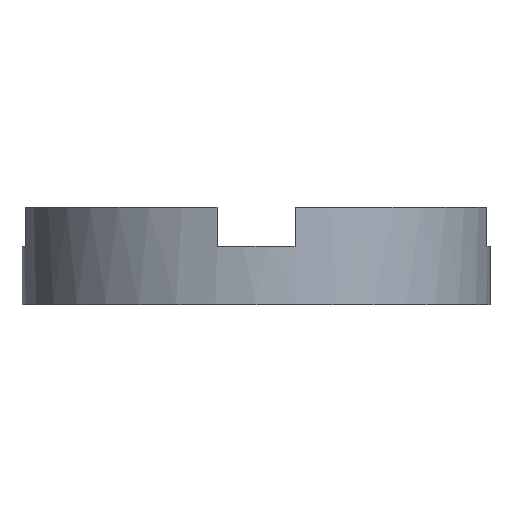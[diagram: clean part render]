
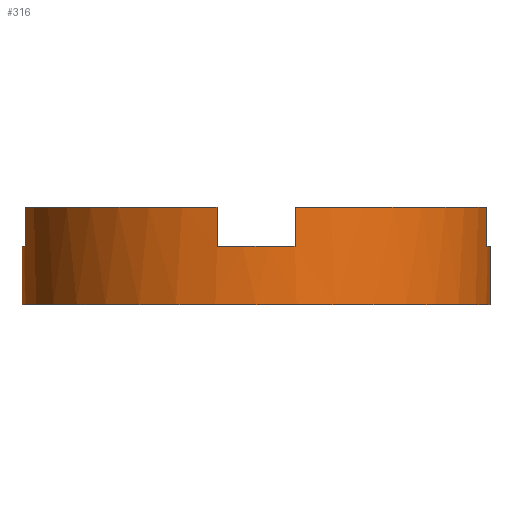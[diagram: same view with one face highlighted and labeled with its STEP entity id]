
A CAD part, front view. The second image highlights one B-rep face of the part: STEP entity #316.
In plain terms, the highlighted cylindrical face has radius 6 mm (diameter 12 mm), a partial arc.
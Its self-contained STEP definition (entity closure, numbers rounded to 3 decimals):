
#2 = LINE ( 'NONE', #461, #542 ) ;
#19 = CARTESIAN_POINT ( 'NONE',  ( -5.916, -1., 2.5 ) ) ;
#23 = ORIENTED_EDGE ( 'NONE', *, *, #400, .T. ) ;
#37 = ORIENTED_EDGE ( 'NONE', *, *, #680, .T. ) ;
#40 = CARTESIAN_POINT ( 'NONE',  ( 1., -5.916, 2.5 ) ) ;
#52 = EDGE_CURVE ( 'NONE', #412, #89, #224, .T. ) ;
#61 = VECTOR ( 'NONE', #212, 1000. ) ;
#68 = AXIS2_PLACEMENT_3D ( 'NONE', #541, #199, #619 ) ;
#70 = CIRCLE ( 'NONE', #244, 6. ) ;
#84 = VECTOR ( 'NONE', #294, 1000. ) ;
#89 = VERTEX_POINT ( 'NONE', #599 ) ;
#94 = CIRCLE ( 'NONE', #482, 6. ) ;
#100 = LINE ( 'NONE', #718, #84 ) ;
#106 = VERTEX_POINT ( 'NONE', #151 ) ;
#113 = ORIENTED_EDGE ( 'NONE', *, *, #429, .F. ) ;
#132 = DIRECTION ( 'NONE',  ( 0., 0., -1. ) ) ;
#139 = ORIENTED_EDGE ( 'NONE', *, *, #690, .F. ) ;
#151 = CARTESIAN_POINT ( 'NONE',  ( 5.916, -1., 1.5 ) ) ;
#155 = CARTESIAN_POINT ( 'NONE',  ( 0., 0., 1.5 ) ) ;
#158 = CARTESIAN_POINT ( 'NONE',  ( 5.916, -1., 1.5 ) ) ;
#170 = CARTESIAN_POINT ( 'NONE',  ( 0., 0., 2.5 ) ) ;
#183 = CARTESIAN_POINT ( 'NONE',  ( 0., 0., 2.5 ) ) ;
#199 = DIRECTION ( 'NONE',  ( 0., 0., 1. ) ) ;
#206 = EDGE_CURVE ( 'NONE', #651, #282, #770, .T. ) ;
#212 = DIRECTION ( 'NONE',  ( 0., 0., 1. ) ) ;
#224 = LINE ( 'NONE', #384, #246 ) ;
#244 = AXIS2_PLACEMENT_3D ( 'NONE', #339, #595, #277 ) ;
#246 = VECTOR ( 'NONE', #132, 1000. ) ;
#259 = FACE_OUTER_BOUND ( 'NONE', #555, .T. ) ;
#277 = DIRECTION ( 'NONE',  ( 1., 0., 0. ) ) ;
#279 = ORIENTED_EDGE ( 'NONE', *, *, #745, .F. ) ;
#282 = VERTEX_POINT ( 'NONE', #573 ) ;
#286 = DIRECTION ( 'NONE',  ( 0., 0., -1. ) ) ;
#292 = ORIENTED_EDGE ( 'NONE', *, *, #576, .F. ) ;
#294 = DIRECTION ( 'NONE',  ( 0., 0., 1. ) ) ;
#316 = ADVANCED_FACE ( 'NONE', ( #259 ), #749, .T. ) ;
#320 = DIRECTION ( 'NONE',  ( 0., 0., 1. ) ) ;
#337 = LINE ( 'NONE', #158, #358 ) ;
#339 = CARTESIAN_POINT ( 'NONE',  ( 0., 0., 1.5 ) ) ;
#348 = ORIENTED_EDGE ( 'NONE', *, *, #723, .F. ) ;
#353 = CIRCLE ( 'NONE', #68, 6. ) ;
#358 = VECTOR ( 'NONE', #517, 1000. ) ;
#359 = ORIENTED_EDGE ( 'NONE', *, *, #781, .T. ) ;
#362 = LINE ( 'NONE', #773, #642 ) ;
#370 = CIRCLE ( 'NONE', #561, 6. ) ;
#371 = VERTEX_POINT ( 'NONE', #676 ) ;
#372 = DIRECTION ( 'NONE',  ( 0., 0., 1. ) ) ;
#384 = CARTESIAN_POINT ( 'NONE',  ( 6., 0., 2.5 ) ) ;
#389 = CARTESIAN_POINT ( 'NONE',  ( 0., 0., 2.5 ) ) ;
#392 = DIRECTION ( 'NONE',  ( 1., 0., 0. ) ) ;
#394 = ORIENTED_EDGE ( 'NONE', *, *, #206, .F. ) ;
#399 = AXIS2_PLACEMENT_3D ( 'NONE', #389, #427, #717 ) ;
#400 = EDGE_CURVE ( 'NONE', #651, #556, #2, .T. ) ;
#412 = VERTEX_POINT ( 'NONE', #710 ) ;
#427 = DIRECTION ( 'NONE',  ( 0., 0., 1. ) ) ;
#429 = EDGE_CURVE ( 'NONE', #371, #546, #70, .T. ) ;
#433 = AXIS2_PLACEMENT_3D ( 'NONE', #756, #372, #465 ) ;
#441 = CARTESIAN_POINT ( 'NONE',  ( -6., 0., 0. ) ) ;
#459 = CARTESIAN_POINT ( 'NONE',  ( -6., 0., 1.5 ) ) ;
#461 = CARTESIAN_POINT ( 'NONE',  ( -6., 0., 2.5 ) ) ;
#464 = EDGE_CURVE ( 'NONE', #106, #412, #370, .T. ) ;
#465 = DIRECTION ( 'NONE',  ( 1., 0., 0. ) ) ;
#476 = VERTEX_POINT ( 'NONE', #40 ) ;
#482 = AXIS2_PLACEMENT_3D ( 'NONE', #170, #667, #570 ) ;
#484 = DIRECTION ( 'NONE',  ( -1., 0., 0. ) ) ;
#487 = CARTESIAN_POINT ( 'NONE',  ( 1., -5.916, 1.5 ) ) ;
#517 = DIRECTION ( 'NONE',  ( 0., 0., 1. ) ) ;
#529 = CARTESIAN_POINT ( 'NONE',  ( 5.916, -1., 2.5 ) ) ;
#541 = CARTESIAN_POINT ( 'NONE',  ( 0., 0., 0. ) ) ;
#542 = VECTOR ( 'NONE', #286, 1000. ) ;
#543 = VERTEX_POINT ( 'NONE', #19 ) ;
#546 = VERTEX_POINT ( 'NONE', #487 ) ;
#555 = EDGE_LOOP ( 'NONE', ( #558, #656, #649, #139, #348, #113, #359, #292, #279, #394, #23, #37 ) ) ;
#556 = VERTEX_POINT ( 'NONE', #441 ) ;
#558 = ORIENTED_EDGE ( 'NONE', *, *, #52, .F. ) ;
#560 = VERTEX_POINT ( 'NONE', #733 ) ;
#561 = AXIS2_PLACEMENT_3D ( 'NONE', #155, #320, #392 ) ;
#570 = DIRECTION ( 'NONE',  ( 1., 0., 0. ) ) ;
#573 = CARTESIAN_POINT ( 'NONE',  ( -5.916, -1., 1.5 ) ) ;
#576 = EDGE_CURVE ( 'NONE', #543, #560, #94, .T. ) ;
#592 = EDGE_CURVE ( 'NONE', #106, #664, #337, .T. ) ;
#595 = DIRECTION ( 'NONE',  ( 0., 0., 1. ) ) ;
#598 = CIRCLE ( 'NONE', #399, 6. ) ;
#599 = CARTESIAN_POINT ( 'NONE',  ( 6., 0., 0. ) ) ;
#604 = LINE ( 'NONE', #713, #61 ) ;
#619 = DIRECTION ( 'NONE',  ( 1., 0., 0. ) ) ;
#642 = VECTOR ( 'NONE', #748, 1000. ) ;
#649 = ORIENTED_EDGE ( 'NONE', *, *, #592, .T. ) ;
#651 = VERTEX_POINT ( 'NONE', #459 ) ;
#656 = ORIENTED_EDGE ( 'NONE', *, *, #464, .F. ) ;
#664 = VERTEX_POINT ( 'NONE', #529 ) ;
#667 = DIRECTION ( 'NONE',  ( 0., 0., 1. ) ) ;
#676 = CARTESIAN_POINT ( 'NONE',  ( -1., -5.916, 1.5 ) ) ;
#680 = EDGE_CURVE ( 'NONE', #556, #89, #353, .T. ) ;
#690 = EDGE_CURVE ( 'NONE', #476, #664, #598, .T. ) ;
#710 = CARTESIAN_POINT ( 'NONE',  ( 6., 0., 1.5 ) ) ;
#713 = CARTESIAN_POINT ( 'NONE',  ( -5.916, -1., 1.5 ) ) ;
#715 = AXIS2_PLACEMENT_3D ( 'NONE', #183, #731, #484 ) ;
#717 = DIRECTION ( 'NONE',  ( 1., 0., 0. ) ) ;
#718 = CARTESIAN_POINT ( 'NONE',  ( 1., -5.916, 1.5 ) ) ;
#723 = EDGE_CURVE ( 'NONE', #546, #476, #100, .T. ) ;
#731 = DIRECTION ( 'NONE',  ( 0., 0., -1. ) ) ;
#733 = CARTESIAN_POINT ( 'NONE',  ( -1., -5.916, 2.5 ) ) ;
#745 = EDGE_CURVE ( 'NONE', #282, #543, #604, .T. ) ;
#748 = DIRECTION ( 'NONE',  ( 0., 0., 1. ) ) ;
#749 = CYLINDRICAL_SURFACE ( 'NONE', #715, 6. ) ;
#756 = CARTESIAN_POINT ( 'NONE',  ( 0., 0., 1.5 ) ) ;
#770 = CIRCLE ( 'NONE', #433, 6. ) ;
#773 = CARTESIAN_POINT ( 'NONE',  ( -1., -5.916, 1.5 ) ) ;
#781 = EDGE_CURVE ( 'NONE', #371, #560, #362, .T. ) ;
